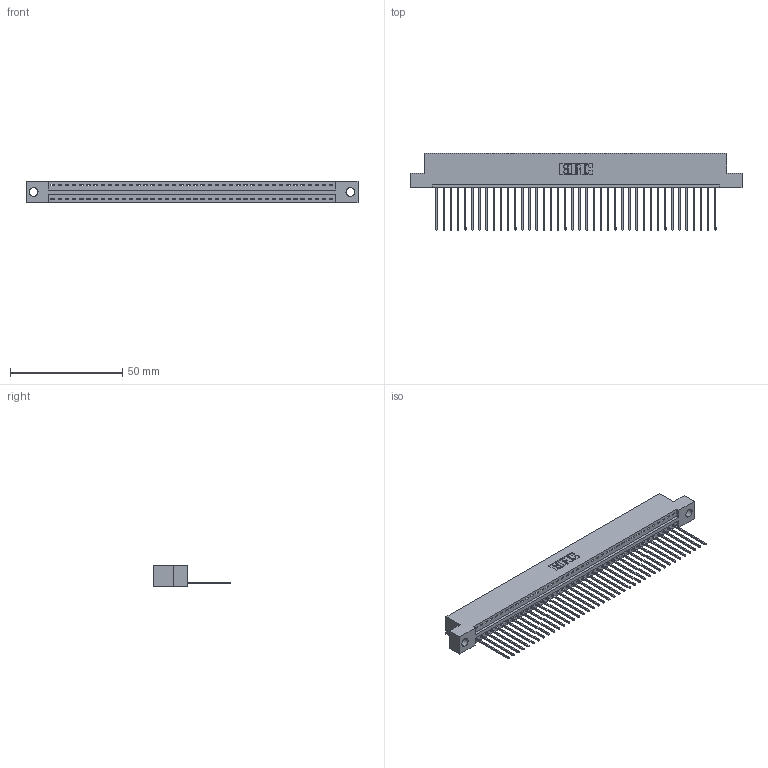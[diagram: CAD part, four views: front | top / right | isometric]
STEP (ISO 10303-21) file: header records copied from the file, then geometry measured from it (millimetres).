
FILE_DESCRIPTION (( 'STEP AP203' ), '1' );
FILE_NAME ('346-040-541-104.STEP', '2022-05-07T09:58:29', ( '' ), ( '' ), 'SwSTEP 2.0', 'SolidWorks 2020', '' );
FILE_SCHEMA (( 'CONFIG_CONTROL_DESIGN' ));
Length unit declared in the file: inch
Products named in the file (3): 346 Part_Flush Mounting Lugs - 0.156 Dia-TH; 346-040-541-104; 345-292-001_345-293-141
Assembly tree (41 placements, depth 2):
  346-040-541-104
    346 Part_Flush Mounting Lugs - 0.156 Dia-TH
    345-292-001_345-293-141  x40
Bounding box: 147.57 x 34.29 x 9.4 mm (x, y, z)
Volume: 14138.4 mm3; surface area: 18275.3 mm2
Topology: 41 solids, 41 shells, 2456 faces, 7405 edges, 4882 vertices
Faces by surface type: plane 1690, cylinder 766
Entity records: 25531 total; most frequent: CARTESIAN_POINT 4386, ORIENTED_EDGE 4358, DIRECTION 3871, EDGE_CURVE 2179, VECTOR 1887, LINE 1887, VERTEX_POINT 1450, AXIS2_PLACEMENT_3D 992
